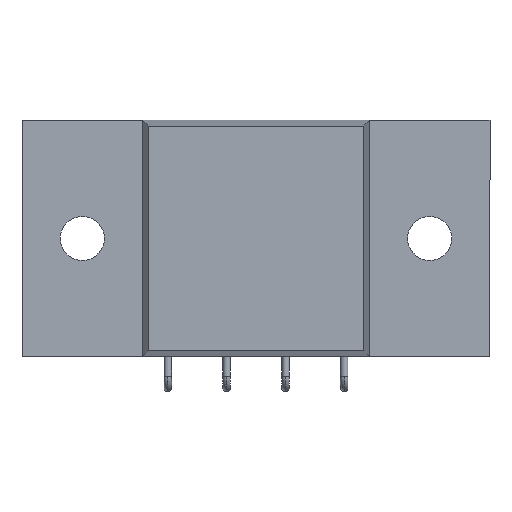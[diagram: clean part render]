
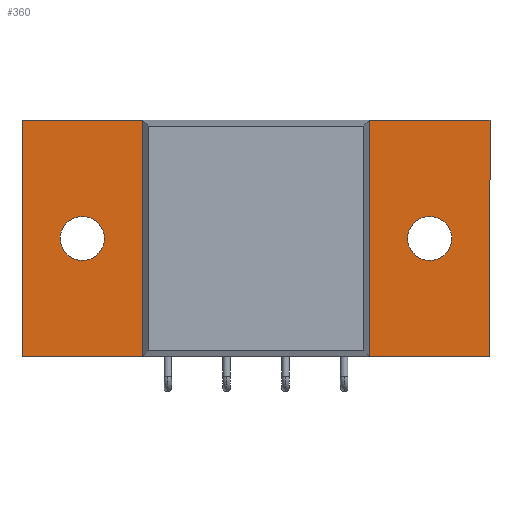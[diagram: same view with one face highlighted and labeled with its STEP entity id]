
A CAD part, top view. The second image highlights one B-rep face of the part: STEP entity #360.
In plain terms, the highlighted planar face has unit normal (0, 0, 1).
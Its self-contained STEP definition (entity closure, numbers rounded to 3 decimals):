
#72=CARTESIAN_POINT('',(-13.095,12.9,3.0));
#73=VERTEX_POINT('',#72);
#89=CARTESIAN_POINT('',(-16.905,12.9,3.));
#90=VERTEX_POINT('',#89);
#97=CARTESIAN_POINT('',(-15.,12.9,3.0));
#98=DIRECTION('',(0.0,0.0,-1.0));
#99=DIRECTION('',(1.0,0.0,0.0));
#100=AXIS2_PLACEMENT_3D('',#97,#98,#99);
#101=CIRCLE('',#100,1.905);
#102=EDGE_CURVE('',#73,#90,#101,.T.);
#114=CARTESIAN_POINT('',(16.905,12.9,3.));
#115=VERTEX_POINT('',#114);
#131=CARTESIAN_POINT('',(13.095,12.9,3.));
#132=VERTEX_POINT('',#131);
#139=CARTESIAN_POINT('',(15.,12.9,3.));
#140=DIRECTION('',(0.0,0.0,-1.0));
#141=DIRECTION('',(1.0,0.0,0.0));
#142=AXIS2_PLACEMENT_3D('',#139,#140,#141);
#143=CIRCLE('',#142,1.905);
#144=EDGE_CURVE('',#115,#132,#143,.T.);
#155=CARTESIAN_POINT('',(15.,12.9,3.));
#156=DIRECTION('',(0.0,0.0,-1.0));
#157=DIRECTION('',(1.0,0.0,0.0));
#158=AXIS2_PLACEMENT_3D('',#155,#156,#157);
#159=CIRCLE('',#158,1.905);
#160=EDGE_CURVE('',#132,#115,#159,.T.);
#179=CARTESIAN_POINT('',(-15.,12.9,3.0));
#180=DIRECTION('',(0.0,0.0,-1.0));
#181=DIRECTION('',(1.0,0.0,0.0));
#182=AXIS2_PLACEMENT_3D('',#179,#180,#181);
#183=CIRCLE('',#182,1.905);
#184=EDGE_CURVE('',#90,#73,#183,.T.);
#202=CARTESIAN_POINT('',(20.21,23.1,3.));
#203=VERTEX_POINT('',#202);
#204=CARTESIAN_POINT('',(20.21,2.7,3.));
#205=VERTEX_POINT('',#204);
#206=CARTESIAN_POINT('',(20.21,23.1,3.));
#207=DIRECTION('',(0.0,-1.0,0.0));
#208=VECTOR('',#207,20.4);
#209=LINE('',#206,#208);
#210=EDGE_CURVE('',#203,#205,#209,.T.);
#242=CARTESIAN_POINT('',(-20.21,2.7,3.0));
#243=VERTEX_POINT('',#242);
#244=CARTESIAN_POINT('',(20.21,2.7,3.));
#245=DIRECTION('',(-1.0,0.0,0.0));
#246=VECTOR('',#245,40.42);
#247=LINE('',#244,#246);
#248=EDGE_CURVE('',#205,#243,#247,.T.);
#273=CARTESIAN_POINT('',(-20.21,23.1,3.0));
#274=VERTEX_POINT('',#273);
#275=CARTESIAN_POINT('',(-20.21,2.7,3.));
#276=DIRECTION('',(0.0,1.0,0.0));
#277=VECTOR('',#276,20.4);
#278=LINE('',#275,#277);
#279=EDGE_CURVE('',#243,#274,#278,.T.);
#304=CARTESIAN_POINT('',(-20.21,23.1,3.));
#305=DIRECTION('',(1.0,0.0,0.0));
#306=VECTOR('',#305,40.42);
#307=LINE('',#304,#306);
#308=EDGE_CURVE('',#274,#203,#307,.T.);
#341=CARTESIAN_POINT('',(0.,12.9,3.));
#342=DIRECTION('',(0.0,0.0,1.0));
#343=DIRECTION('',(1.0,0.0,0.0));
#344=AXIS2_PLACEMENT_3D('',#341,#342,#343);
#345=PLANE('',#344);
#346=ORIENTED_EDGE('',*,*,#210,.F.);
#347=ORIENTED_EDGE('',*,*,#308,.F.);
#348=ORIENTED_EDGE('',*,*,#279,.F.);
#349=ORIENTED_EDGE('',*,*,#248,.F.);
#350=EDGE_LOOP('',(#346,#347,#348,#349));
#351=FACE_OUTER_BOUND('',#350,.T.);
#352=ORIENTED_EDGE('',*,*,#144,.T.);
#353=ORIENTED_EDGE('',*,*,#160,.T.);
#354=EDGE_LOOP('',(#352,#353));
#355=FACE_BOUND('',#354,.T.);
#356=ORIENTED_EDGE('',*,*,#102,.T.);
#357=ORIENTED_EDGE('',*,*,#184,.T.);
#358=EDGE_LOOP('',(#356,#357));
#359=FACE_BOUND('',#358,.T.);
#360=ADVANCED_FACE('',(#351,#355,#359),#345,.T.);
